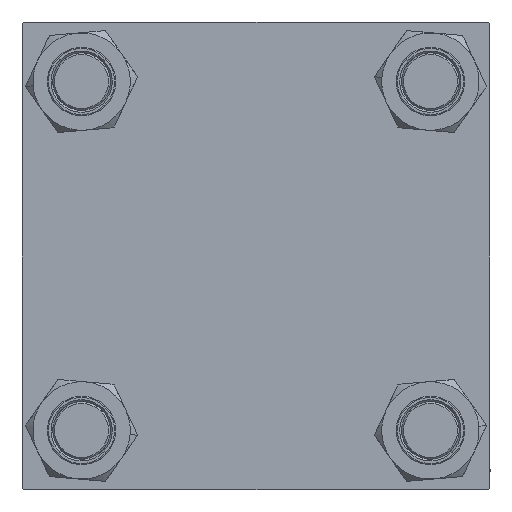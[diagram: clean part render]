
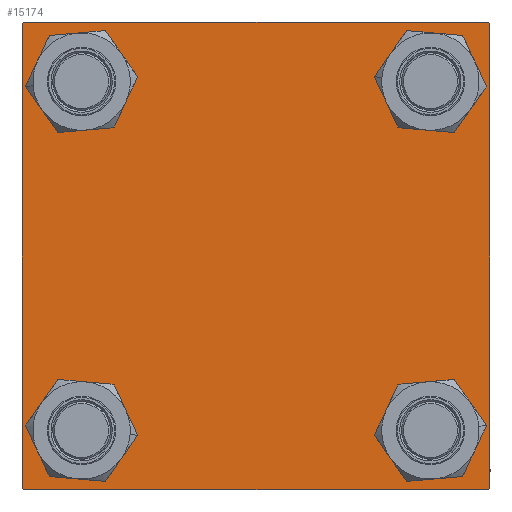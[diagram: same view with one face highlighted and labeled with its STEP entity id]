
A CAD part, left-side view. The second image highlights one B-rep face of the part: STEP entity #15174.
In plain terms, the highlighted planar face has unit normal (-1, 0, 0).
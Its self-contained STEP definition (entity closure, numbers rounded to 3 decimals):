
#530 = EDGE_CURVE ( 'NONE', #2784, #37991, #28735, .T. ) ;
#1117 = CARTESIAN_POINT ( 'NONE',  ( 0., -48.45, 48.45 ) ) ;
#1173 = CARTESIAN_POINT ( 'NONE',  ( 0., -48.45, 56.95 ) ) ;
#1222 = DIRECTION ( 'NONE',  ( 0., 0., 1. ) ) ;
#1231 = VERTEX_POINT ( 'NONE', #4244 ) ;
#1257 = CARTESIAN_POINT ( 'NONE',  ( 0., -65., 64.5 ) ) ;
#1260 = FACE_OUTER_BOUND ( 'NONE', #30892, .T. ) ;
#2771 = CARTESIAN_POINT ( 'NONE',  ( 0., 65., -64.5 ) ) ;
#2784 = VERTEX_POINT ( 'NONE', #53321 ) ;
#3101 = VERTEX_POINT ( 'NONE', #44862 ) ;
#3127 = CARTESIAN_POINT ( 'NONE',  ( 0., -48.45, 48.45 ) ) ;
#3604 = EDGE_CURVE ( 'NONE', #22491, #1231, #5955, .T. ) ;
#4001 = ORIENTED_EDGE ( 'NONE', *, *, #530, .T. ) ;
#4089 = DIRECTION ( 'NONE',  ( 1., 0., 0. ) ) ;
#4244 = CARTESIAN_POINT ( 'NONE',  ( 0., -65., -64.5 ) ) ;
#4272 = CIRCLE ( 'NONE', #21870, 8.5 ) ;
#4368 = CARTESIAN_POINT ( 'NONE',  ( 0., 65., -65. ) ) ;
#5040 = ORIENTED_EDGE ( 'NONE', *, *, #46551, .T. ) ;
#5955 = LINE ( 'NONE', #19292, #35239 ) ;
#6451 = CARTESIAN_POINT ( 'NONE',  ( 0., 48.45, -39.95 ) ) ;
#6870 = DIRECTION ( 'NONE',  ( 1., 0., 0. ) ) ;
#6903 = DIRECTION ( 'NONE',  ( 1., 0., 0. ) ) ;
#7154 = ORIENTED_EDGE ( 'NONE', *, *, #3604, .F. ) ;
#7249 = CIRCLE ( 'NONE', #47919, 8.5 ) ;
#7871 = DIRECTION ( 'NONE',  ( 0., 0., 1. ) ) ;
#9673 = CARTESIAN_POINT ( 'NONE',  ( 0., 0., 0. ) ) ;
#10364 = EDGE_CURVE ( 'NONE', #56709, #3101, #43016, .T. ) ;
#10875 = DIRECTION ( 'NONE',  ( 0., 0., 1. ) ) ;
#11156 = AXIS2_PLACEMENT_3D ( 'NONE', #12025, #52794, #56570 ) ;
#11223 = ORIENTED_EDGE ( 'NONE', *, *, #26628, .T. ) ;
#11283 = ORIENTED_EDGE ( 'NONE', *, *, #18207, .T. ) ;
#11492 = DIRECTION ( 'NONE',  ( 0., -0.707, 0.707 ) ) ;
#11512 = LINE ( 'NONE', #25988, #22953 ) ;
#11826 = CARTESIAN_POINT ( 'NONE',  ( 0., -48.45, 39.95 ) ) ;
#11974 = AXIS2_PLACEMENT_3D ( 'NONE', #50478, #51617, #51043 ) ;
#12025 = CARTESIAN_POINT ( 'NONE',  ( 0., -48.45, -48.45 ) ) ;
#12517 = AXIS2_PLACEMENT_3D ( 'NONE', #50512, #53715, #10875 ) ;
#12673 = VERTEX_POINT ( 'NONE', #24300 ) ;
#13260 = CIRCLE ( 'NONE', #54866, 8.5 ) ;
#13630 = ORIENTED_EDGE ( 'NONE', *, *, #32867, .T. ) ;
#13724 = LINE ( 'NONE', #57117, #15575 ) ;
#13806 = CIRCLE ( 'NONE', #11974, 8.5 ) ;
#14382 = CIRCLE ( 'NONE', #12517, 8.5 ) ;
#14440 = CIRCLE ( 'NONE', #24590, 8.5 ) ;
#14450 = DIRECTION ( 'NONE',  ( 0., 0., 1. ) ) ;
#14599 = DIRECTION ( 'NONE',  ( 0., 0., 1. ) ) ;
#15174 = ADVANCED_FACE ( 'NONE', ( #36018, #27066, #18377, #53948, #1260 ), #32271, .T. ) ;
#15575 = VECTOR ( 'NONE', #21840, 1000. ) ;
#16138 = ORIENTED_EDGE ( 'NONE', *, *, #23963, .T. ) ;
#17807 = EDGE_CURVE ( 'NONE', #38836, #30765, #14440, .T. ) ;
#18207 = EDGE_CURVE ( 'NONE', #27258, #56348, #4272, .T. ) ;
#18363 = VECTOR ( 'NONE', #11492, 1000. ) ;
#18377 = FACE_BOUND ( 'NONE', #25626, .T. ) ;
#18986 = AXIS2_PLACEMENT_3D ( 'NONE', #9673, #49607, #14599 ) ;
#19193 = VERTEX_POINT ( 'NONE', #43632 ) ;
#19292 = CARTESIAN_POINT ( 'NONE',  ( 0., -65., 65. ) ) ;
#19493 = LINE ( 'NONE', #24127, #34457 ) ;
#20052 = DIRECTION ( 'NONE',  ( 0., -1., 0. ) ) ;
#20302 = VERTEX_POINT ( 'NONE', #46059 ) ;
#21070 = DIRECTION ( 'NONE',  ( 0., 0., 1. ) ) ;
#21833 = CARTESIAN_POINT ( 'NONE',  ( 0., -48.45, -39.95 ) ) ;
#21840 = DIRECTION ( 'NONE',  ( 0., 0., -1. ) ) ;
#21870 = AXIS2_PLACEMENT_3D ( 'NONE', #1117, #54078, #14450 ) ;
#22172 = CARTESIAN_POINT ( 'NONE',  ( 0., 64.75, -64.75 ) ) ;
#22491 = VERTEX_POINT ( 'NONE', #1257 ) ;
#22953 = VECTOR ( 'NONE', #46829, 1000. ) ;
#23682 = ORIENTED_EDGE ( 'NONE', *, *, #49596, .T. ) ;
#23963 = EDGE_CURVE ( 'NONE', #20302, #26142, #41923, .T. ) ;
#24127 = CARTESIAN_POINT ( 'NONE',  ( 0., 65., 65. ) ) ;
#24300 = CARTESIAN_POINT ( 'NONE',  ( 0., 48.45, 56.95 ) ) ;
#24590 = AXIS2_PLACEMENT_3D ( 'NONE', #43755, #4089, #7871 ) ;
#25128 = CARTESIAN_POINT ( 'NONE',  ( 0., 48.45, -48.45 ) ) ;
#25400 = EDGE_CURVE ( 'NONE', #19193, #1231, #46805, .T. ) ;
#25429 = DIRECTION ( 'NONE',  ( 0., 0.707, -0.707 ) ) ;
#25453 = CIRCLE ( 'NONE', #40230, 8.5 ) ;
#25626 = EDGE_LOOP ( 'NONE', ( #28199, #38605 ) ) ;
#25988 = CARTESIAN_POINT ( 'NONE',  ( 0., -64.75, 64.75 ) ) ;
#26142 = VERTEX_POINT ( 'NONE', #52698 ) ;
#26628 = EDGE_CURVE ( 'NONE', #26142, #56709, #13724, .T. ) ;
#26890 = EDGE_CURVE ( 'NONE', #3101, #19193, #34798, .T. ) ;
#27066 = FACE_BOUND ( 'NONE', #49245, .T. ) ;
#27258 = VERTEX_POINT ( 'NONE', #1173 ) ;
#28199 = ORIENTED_EDGE ( 'NONE', *, *, #17807, .T. ) ;
#28287 = EDGE_CURVE ( 'NONE', #22491, #47816, #11512, .T. ) ;
#28735 = CIRCLE ( 'NONE', #11156, 8.5 ) ;
#29785 = CARTESIAN_POINT ( 'NONE',  ( 0., 64.75, 64.75 ) ) ;
#30045 = EDGE_CURVE ( 'NONE', #56348, #27258, #7249, .T. ) ;
#30140 = ORIENTED_EDGE ( 'NONE', *, *, #26890, .T. ) ;
#30475 = DIRECTION ( 'NONE',  ( 0., -1., 0. ) ) ;
#30765 = VERTEX_POINT ( 'NONE', #36618 ) ;
#30892 = EDGE_LOOP ( 'NONE', ( #11223, #42197, #30140, #37149, #7154, #45411, #46770, #16138 ) ) ;
#31942 = CARTESIAN_POINT ( 'NONE',  ( 0., -48.45, -48.45 ) ) ;
#32271 = PLANE ( 'NONE',  #18986 ) ;
#32867 = EDGE_CURVE ( 'NONE', #12673, #47039, #13806, .T. ) ;
#32945 = EDGE_LOOP ( 'NONE', ( #13630, #23682 ) ) ;
#34457 = VECTOR ( 'NONE', #20052, 1000. ) ;
#34643 = CARTESIAN_POINT ( 'NONE',  ( 0., -64.75, -64.75 ) ) ;
#34798 = LINE ( 'NONE', #4368, #45211 ) ;
#35239 = VECTOR ( 'NONE', #36934, 1000. ) ;
#36018 = FACE_BOUND ( 'NONE', #50135, .T. ) ;
#36552 = DIRECTION ( 'NONE',  ( 1., 0., 0. ) ) ;
#36618 = CARTESIAN_POINT ( 'NONE',  ( 0., 48.45, -56.95 ) ) ;
#36934 = DIRECTION ( 'NONE',  ( 0., 0., -1. ) ) ;
#37149 = ORIENTED_EDGE ( 'NONE', *, *, #25400, .T. ) ;
#37991 = VERTEX_POINT ( 'NONE', #21833 ) ;
#38605 = ORIENTED_EDGE ( 'NONE', *, *, #50128, .T. ) ;
#38836 = VERTEX_POINT ( 'NONE', #6451 ) ;
#40230 = AXIS2_PLACEMENT_3D ( 'NONE', #25128, #6870, #21070 ) ;
#41923 = LINE ( 'NONE', #29785, #48834 ) ;
#42197 = ORIENTED_EDGE ( 'NONE', *, *, #10364, .T. ) ;
#43011 = EDGE_CURVE ( 'NONE', #20302, #47816, #19493, .T. ) ;
#43016 = LINE ( 'NONE', #22172, #46777 ) ;
#43632 = CARTESIAN_POINT ( 'NONE',  ( 0., -64.5, -65. ) ) ;
#43755 = CARTESIAN_POINT ( 'NONE',  ( 0., 48.45, -48.45 ) ) ;
#44862 = CARTESIAN_POINT ( 'NONE',  ( 0., 64.5, -65. ) ) ;
#45211 = VECTOR ( 'NONE', #30475, 1000. ) ;
#45411 = ORIENTED_EDGE ( 'NONE', *, *, #28287, .T. ) ;
#46059 = CARTESIAN_POINT ( 'NONE',  ( 0., 64.5, 65. ) ) ;
#46551 = EDGE_CURVE ( 'NONE', #37991, #2784, #13260, .T. ) ;
#46770 = ORIENTED_EDGE ( 'NONE', *, *, #43011, .F. ) ;
#46777 = VECTOR ( 'NONE', #52834, 1000. ) ;
#46805 = LINE ( 'NONE', #34643, #18363 ) ;
#46829 = DIRECTION ( 'NONE',  ( 0., 0.707, 0.707 ) ) ;
#47039 = VERTEX_POINT ( 'NONE', #56386 ) ;
#47146 = DIRECTION ( 'NONE',  ( 0., 0., 1. ) ) ;
#47816 = VERTEX_POINT ( 'NONE', #52755 ) ;
#47919 = AXIS2_PLACEMENT_3D ( 'NONE', #3127, #6903, #47146 ) ;
#48834 = VECTOR ( 'NONE', #25429, 1000. ) ;
#49245 = EDGE_LOOP ( 'NONE', ( #5040, #4001 ) ) ;
#49596 = EDGE_CURVE ( 'NONE', #47039, #12673, #14382, .T. ) ;
#49607 = DIRECTION ( 'NONE',  ( -1., 0., 0. ) ) ;
#50128 = EDGE_CURVE ( 'NONE', #30765, #38836, #25453, .T. ) ;
#50135 = EDGE_LOOP ( 'NONE', ( #11283, #54073 ) ) ;
#50478 = CARTESIAN_POINT ( 'NONE',  ( 0., 48.45, 48.45 ) ) ;
#50512 = CARTESIAN_POINT ( 'NONE',  ( 0., 48.45, 48.45 ) ) ;
#51043 = DIRECTION ( 'NONE',  ( 0., 0., 1. ) ) ;
#51617 = DIRECTION ( 'NONE',  ( 1., 0., 0. ) ) ;
#52698 = CARTESIAN_POINT ( 'NONE',  ( 0., 65., 64.5 ) ) ;
#52755 = CARTESIAN_POINT ( 'NONE',  ( 0., -64.5, 65. ) ) ;
#52794 = DIRECTION ( 'NONE',  ( 1., 0., 0. ) ) ;
#52834 = DIRECTION ( 'NONE',  ( 0., -0.707, -0.707 ) ) ;
#53321 = CARTESIAN_POINT ( 'NONE',  ( 0., -48.45, -56.95 ) ) ;
#53715 = DIRECTION ( 'NONE',  ( 1., 0., 0. ) ) ;
#53948 = FACE_BOUND ( 'NONE', #32945, .T. ) ;
#54073 = ORIENTED_EDGE ( 'NONE', *, *, #30045, .T. ) ;
#54078 = DIRECTION ( 'NONE',  ( 1., 0., 0. ) ) ;
#54866 = AXIS2_PLACEMENT_3D ( 'NONE', #31942, #36552, #1222 ) ;
#56348 = VERTEX_POINT ( 'NONE', #11826 ) ;
#56386 = CARTESIAN_POINT ( 'NONE',  ( 0., 48.45, 39.95 ) ) ;
#56570 = DIRECTION ( 'NONE',  ( 0., 0., 1. ) ) ;
#56709 = VERTEX_POINT ( 'NONE', #2771 ) ;
#57117 = CARTESIAN_POINT ( 'NONE',  ( 0., 65., 65. ) ) ;
